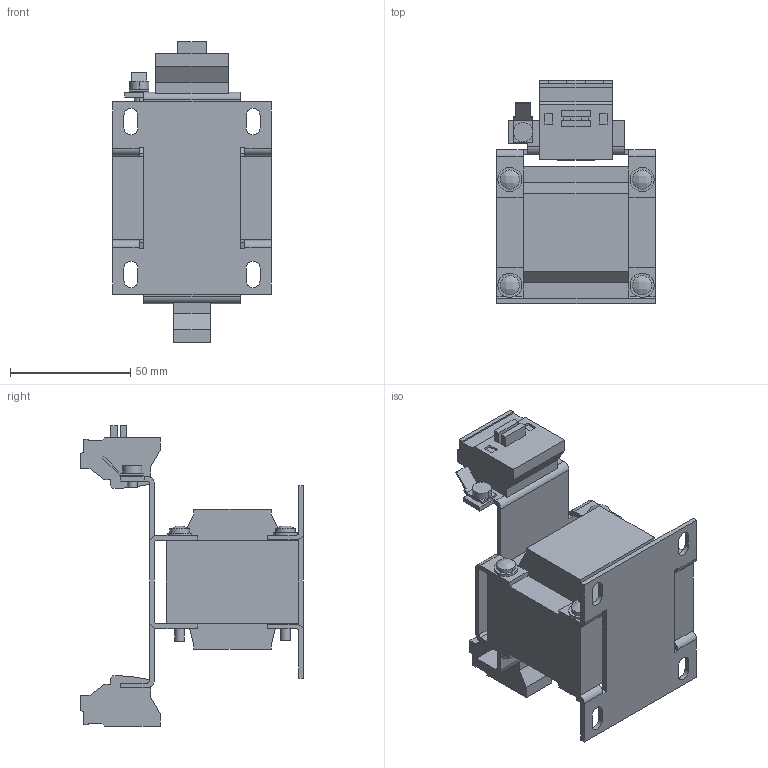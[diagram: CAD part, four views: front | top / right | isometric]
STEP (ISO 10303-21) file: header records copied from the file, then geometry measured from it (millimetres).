
FILE_DESCRIPTION (( 'STEP AP203' ), '1' );
FILE_NAME ('CT-005-048-12-0.step', '2024-10-31T17:00:19', ( '' ), ( '' ), 'SwSTEP 2.0', 'SolidWorks 2023', '' );
FILE_SCHEMA (( 'CONFIG_CONTROL_DESIGN' ));
Length unit declared in the file: inch
Products named in the file (1): CT-005-048-12-0
Bounding box: 66 x 92.7 x 125 mm (x, y, z)
Volume: 206928.6 mm3; surface area: 55321 mm2
Topology: 1 solids, 1 shells, 325 faces, 878 edges, 580 vertices
Faces by surface type: plane 229, cylinder 92, bspline 4
Entity records: 10351 total; most frequent: CARTESIAN_POINT 1872, ORIENTED_EDGE 1756, DIRECTION 1710, EDGE_CURVE 878, VECTOR 682, LINE 682, VERTEX_POINT 580, AXIS2_PLACEMENT_3D 514
